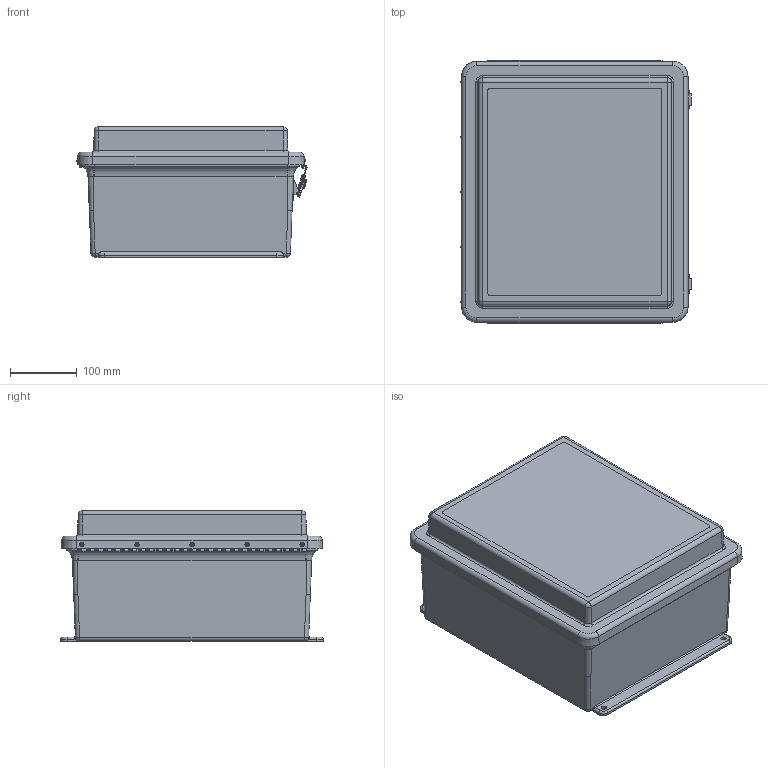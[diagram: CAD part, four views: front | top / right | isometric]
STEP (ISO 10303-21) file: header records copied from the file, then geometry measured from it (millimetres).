
FILE_DESCRIPTION(/* description */ (''),/* implementation_level */ '2;1');
FILE_NAME(/* name */ 'HW-RHJ141207CHTLW.stp',/* time_stamp */ '2014-04-07T13:07:02-05:00',/* author */ ('jtigges'),/* organization */ (''),/* preprocessor_version */ 'ST-DEVELOPER v15.2',/* originating_system */ 'Autodesk Inventor 2014',/* authorisation */ '');
FILE_SCHEMA (('AUTOMOTIVE_DESIGN { 1 0 10303 214 3 1 1 }'));
Length unit declared in the file: inch
Products named in the file (29): J1412HL_7; RMINS45821P_311; RMINS45821P_312; RMINS45821P_313; RMINS45821P_314; J1412BHL; RMHINGCOV13; RMHINGPIN13; RMHINGBOX13; RMHING13; RJW1412HLCVR; GASKET_1412; WP1412HLU; WINDOW_1412RJ; RMRIV43; RMKEEPJLL150WT; JONEA; JONEB; JONEC; JONED; JONEE; JONEF; JONEG; JONEH; JONEI; JONE; RMLATJLL150_33; RMLATJLL150_34; RJW1412HLL_STP
Bounding box: 344.94 x 393.7 x 195.65 mm (x, y, z)
Volume: 2243897.4 mm3; surface area: 1152535.8 mm2
Topology: 51 solids, 51 shells, 1306 faces, 3316 edges, 2151 vertices
Faces by surface type: plane 585, cylinder 504, bspline 86, cone 61, torus 56, sphere 14
Full cylindrical faces by diameter (mm): 2.159 x55, 2.4 x2, 2.7 x4, 3 x2, 3.175 x18, 3.25 x2, 3.302 x4, 3.327 x10, 3.5 x2, 3.556 x18, 3.861 x8, 3.962 x7, 4.2 x4, 4.609 x2, 4.618 x2, 4.7 x2, 4.9 x2, 5 x4, 5.3 x2, 5.537 x4, 6.35 x18, 6.858 x4, 13.3 x2, 13.5 x2
Entity records: 35664 total; most frequent: CARTESIAN_POINT 11521, DIRECTION 5087, ORIENTED_EDGE 4600, EDGE_CURVE 2300, AXIS2_PLACEMENT_3D 1913, VERTEX_POINT 1575, EDGE_LOOP 1319, LINE 1261
